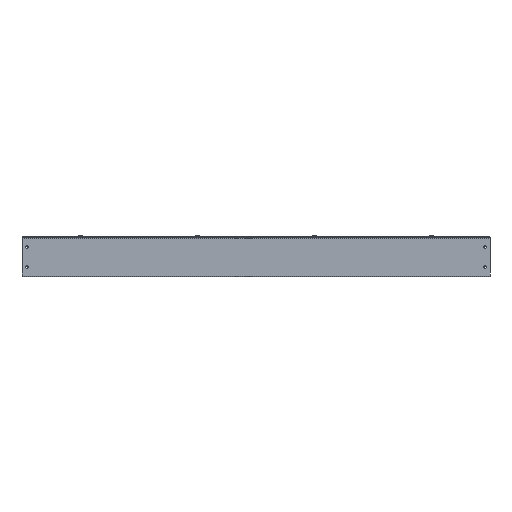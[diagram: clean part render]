
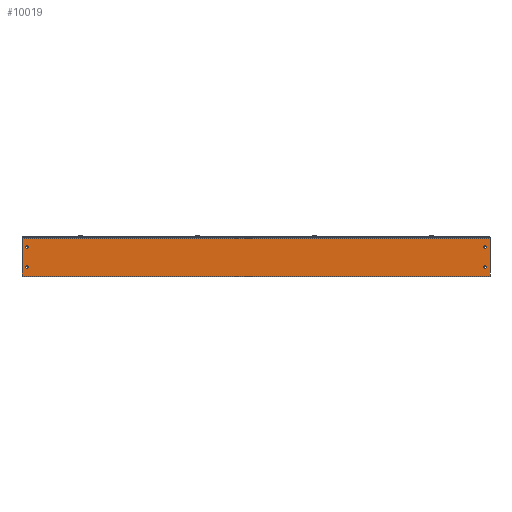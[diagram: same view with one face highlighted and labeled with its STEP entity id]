
A CAD part, left-side view. The second image highlights one B-rep face of the part: STEP entity #10019.
In plain terms, the highlighted planar face has unit normal (-1, 0, 0).
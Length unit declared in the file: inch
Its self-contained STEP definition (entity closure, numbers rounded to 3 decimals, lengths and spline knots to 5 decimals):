
#225 = VERTEX_POINT ( 'NONE', #8399 ) ;
#374 = DIRECTION ( 'NONE',  ( 0., 0., 1. ) ) ;
#485 = EDGE_CURVE ( 'NONE', #7663, #3440, #3304, .T. ) ;
#1073 = DIRECTION ( 'NONE',  ( 1., 0., 0. ) ) ;
#1278 = EDGE_LOOP ( 'NONE', ( #10298, #7000 ) ) ;
#1290 = CARTESIAN_POINT ( 'NONE',  ( -2.057, -23.5, 2.924 ) ) ;
#1408 = DIRECTION ( 'NONE',  ( 0., 0., 1. ) ) ;
#1494 = DIRECTION ( 'NONE',  ( 0., 0., 1. ) ) ;
#1519 = DIRECTION ( 'NONE',  ( 1., 0., 0. ) ) ;
#1568 = DIRECTION ( 'NONE',  ( 0., 0., 1. ) ) ;
#1852 = DIRECTION ( 'NONE',  ( 0., 1., 0. ) ) ;
#2001 = CIRCLE ( 'NONE', #2726, 0.133 ) ;
#2029 = CARTESIAN_POINT ( 'NONE',  ( -2.057, 23.5, 0.867 ) ) ;
#2116 = CIRCLE ( 'NONE', #5296, 0.133 ) ;
#2219 = EDGE_CURVE ( 'NONE', #10808, #8228, #10079, .T. ) ;
#2433 = LINE ( 'NONE', #10767, #7599 ) ;
#2435 = DIRECTION ( 'NONE',  ( 1., 0., 0. ) ) ;
#2577 = CIRCLE ( 'NONE', #7149, 0.133 ) ;
#2673 = FACE_BOUND ( 'NONE', #8694, .T. ) ;
#2706 = ORIENTED_EDGE ( 'NONE', *, *, #7678, .T. ) ;
#2726 = AXIS2_PLACEMENT_3D ( 'NONE', #4042, #9072, #7466 ) ;
#2830 = DIRECTION ( 'NONE',  ( 0., 0., 1. ) ) ;
#2890 = CIRCLE ( 'NONE', #6054, 0.133 ) ;
#3257 = DIRECTION ( 'NONE',  ( 0., 0., -1. ) ) ;
#3261 = DIRECTION ( 'NONE',  ( 0., 0., 1. ) ) ;
#3304 = LINE ( 'NONE', #10184, #10210 ) ;
#3323 = CARTESIAN_POINT ( 'NONE',  ( -2.057, -24., 0.086 ) ) ;
#3386 = ORIENTED_EDGE ( 'NONE', *, *, #8568, .T. ) ;
#3428 = CIRCLE ( 'NONE', #10481, 0.133 ) ;
#3440 = VERTEX_POINT ( 'NONE', #8562 ) ;
#3703 = VECTOR ( 'NONE', #3257, 39.37008 ) ;
#3814 = DIRECTION ( 'NONE',  ( 0., 0., 1. ) ) ;
#3867 = CARTESIAN_POINT ( 'NONE',  ( -2.057, 23.5, 1. ) ) ;
#3883 = CARTESIAN_POINT ( 'NONE',  ( -2.057, -23.5, 0.867 ) ) ;
#3975 = LINE ( 'NONE', #5729, #3703 ) ;
#3988 = EDGE_CURVE ( 'NONE', #6297, #8756, #9881, .T. ) ;
#4042 = CARTESIAN_POINT ( 'NONE',  ( -2.057, -23.5, 1. ) ) ;
#4061 = CARTESIAN_POINT ( 'NONE',  ( -2.057, 23.5, 1. ) ) ;
#4106 = CARTESIAN_POINT ( 'NONE',  ( -2.057, -23.5, 3.057 ) ) ;
#4327 = AXIS2_PLACEMENT_3D ( 'NONE', #4061, #5870, #1494 ) ;
#4371 = EDGE_LOOP ( 'NONE', ( #7860, #5776, #9721, #8856 ) ) ;
#4444 = AXIS2_PLACEMENT_3D ( 'NONE', #4106, #2435, #10934 ) ;
#4570 = ORIENTED_EDGE ( 'NONE', *, *, #3988, .T. ) ;
#4591 = EDGE_CURVE ( 'NONE', #3440, #6574, #2433, .T. ) ;
#4656 = DIRECTION ( 'NONE',  ( 0., 0., 1. ) ) ;
#4909 = EDGE_CURVE ( 'NONE', #5912, #6835, #2116, .T. ) ;
#5125 = EDGE_CURVE ( 'NONE', #7663, #8435, #5894, .T. ) ;
#5296 = AXIS2_PLACEMENT_3D ( 'NONE', #3867, #1073, #3814 ) ;
#5312 = DIRECTION ( 'NONE',  ( -1., 0., 0. ) ) ;
#5580 = EDGE_LOOP ( 'NONE', ( #10465, #9089 ) ) ;
#5729 = CARTESIAN_POINT ( 'NONE',  ( -2.057, 24., 0.057 ) ) ;
#5776 = ORIENTED_EDGE ( 'NONE', *, *, #5125, .F. ) ;
#5870 = DIRECTION ( 'NONE',  ( 1., 0., 0. ) ) ;
#5894 = LINE ( 'NONE', #6052, #7777 ) ;
#5912 = VERTEX_POINT ( 'NONE', #8644 ) ;
#5920 = CARTESIAN_POINT ( 'NONE',  ( -2.057, 23.5, 3.19 ) ) ;
#6052 = CARTESIAN_POINT ( 'NONE',  ( -2.057, -24., 0.086 ) ) ;
#6054 = AXIS2_PLACEMENT_3D ( 'NONE', #6404, #1519, #1408 ) ;
#6297 = VERTEX_POINT ( 'NONE', #7473 ) ;
#6363 = AXIS2_PLACEMENT_3D ( 'NONE', #7255, #6432, #374 ) ;
#6404 = CARTESIAN_POINT ( 'NONE',  ( -2.057, 23.5, 3.057 ) ) ;
#6432 = DIRECTION ( 'NONE',  ( 1., 0., 0. ) ) ;
#6494 = CARTESIAN_POINT ( 'NONE',  ( -2.057, -23.5, 3.19 ) ) ;
#6574 = VERTEX_POINT ( 'NONE', #8896 ) ;
#6817 = AXIS2_PLACEMENT_3D ( 'NONE', #7856, #5312, #2830 ) ;
#6835 = VERTEX_POINT ( 'NONE', #2029 ) ;
#7000 = ORIENTED_EDGE ( 'NONE', *, *, #2219, .T. ) ;
#7024 = FACE_BOUND ( 'NONE', #10758, .T. ) ;
#7099 = EDGE_CURVE ( 'NONE', #6574, #8435, #3975, .T. ) ;
#7135 = DIRECTION ( 'NONE',  ( 1., 0., 0. ) ) ;
#7149 = AXIS2_PLACEMENT_3D ( 'NONE', #9164, #10818, #3261 ) ;
#7202 = EDGE_CURVE ( 'NONE', #9991, #225, #2890, .T. ) ;
#7255 = CARTESIAN_POINT ( 'NONE',  ( -2.057, -23.5, 1. ) ) ;
#7466 = DIRECTION ( 'NONE',  ( 0., 0., 1. ) ) ;
#7473 = CARTESIAN_POINT ( 'NONE',  ( -2.057, -23.5, 1.133 ) ) ;
#7599 = VECTOR ( 'NONE', #9073, 39.37008 ) ;
#7663 = VERTEX_POINT ( 'NONE', #3323 ) ;
#7678 = EDGE_CURVE ( 'NONE', #8756, #6297, #2001, .T. ) ;
#7697 = FACE_BOUND ( 'NONE', #1278, .T. ) ;
#7777 = VECTOR ( 'NONE', #1852, 39.37008 ) ;
#7816 = CARTESIAN_POINT ( 'NONE',  ( -2.057, 24., 0.086 ) ) ;
#7856 = CARTESIAN_POINT ( 'NONE',  ( -2.057, 24., 0.047 ) ) ;
#7860 = ORIENTED_EDGE ( 'NONE', *, *, #7099, .T. ) ;
#7971 = EDGE_CURVE ( 'NONE', #8228, #10808, #3428, .T. ) ;
#8023 = CARTESIAN_POINT ( 'NONE',  ( -2.057, -23.5, 3.057 ) ) ;
#8228 = VERTEX_POINT ( 'NONE', #6494 ) ;
#8399 = CARTESIAN_POINT ( 'NONE',  ( -2.057, 23.5, 2.924 ) ) ;
#8435 = VERTEX_POINT ( 'NONE', #7816 ) ;
#8562 = CARTESIAN_POINT ( 'NONE',  ( -2.057, -24., 3.971 ) ) ;
#8568 = EDGE_CURVE ( 'NONE', #6835, #5912, #9436, .T. ) ;
#8644 = CARTESIAN_POINT ( 'NONE',  ( -2.057, 23.5, 1.133 ) ) ;
#8685 = FACE_BOUND ( 'NONE', #5580, .T. ) ;
#8694 = EDGE_LOOP ( 'NONE', ( #10229, #3386 ) ) ;
#8756 = VERTEX_POINT ( 'NONE', #3883 ) ;
#8856 = ORIENTED_EDGE ( 'NONE', *, *, #4591, .T. ) ;
#8896 = CARTESIAN_POINT ( 'NONE',  ( -2.057, 24., 3.971 ) ) ;
#9072 = DIRECTION ( 'NONE',  ( 1., 0., 0. ) ) ;
#9073 = DIRECTION ( 'NONE',  ( 0., 1., 0. ) ) ;
#9089 = ORIENTED_EDGE ( 'NONE', *, *, #9251, .T. ) ;
#9164 = CARTESIAN_POINT ( 'NONE',  ( -2.057, 23.5, 3.057 ) ) ;
#9251 = EDGE_CURVE ( 'NONE', #225, #9991, #2577, .T. ) ;
#9436 = CIRCLE ( 'NONE', #4327, 0.133 ) ;
#9721 = ORIENTED_EDGE ( 'NONE', *, *, #485, .T. ) ;
#9881 = CIRCLE ( 'NONE', #6363, 0.133 ) ;
#9991 = VERTEX_POINT ( 'NONE', #5920 ) ;
#10019 = ADVANCED_FACE ( 'NONE', ( #10222, #7024, #7697, #2673, #8685 ), #10387, .T. ) ;
#10079 = CIRCLE ( 'NONE', #4444, 0.133 ) ;
#10184 = CARTESIAN_POINT ( 'NONE',  ( -2.057, -24., 0.057 ) ) ;
#10210 = VECTOR ( 'NONE', #1568, 39.37008 ) ;
#10222 = FACE_OUTER_BOUND ( 'NONE', #4371, .T. ) ;
#10229 = ORIENTED_EDGE ( 'NONE', *, *, #4909, .T. ) ;
#10298 = ORIENTED_EDGE ( 'NONE', *, *, #7971, .T. ) ;
#10387 = PLANE ( 'NONE',  #6817 ) ;
#10465 = ORIENTED_EDGE ( 'NONE', *, *, #7202, .T. ) ;
#10481 = AXIS2_PLACEMENT_3D ( 'NONE', #8023, #7135, #4656 ) ;
#10758 = EDGE_LOOP ( 'NONE', ( #4570, #2706 ) ) ;
#10767 = CARTESIAN_POINT ( 'NONE',  ( -2.057, 24., 3.971 ) ) ;
#10808 = VERTEX_POINT ( 'NONE', #1290 ) ;
#10818 = DIRECTION ( 'NONE',  ( 1., 0., 0. ) ) ;
#10934 = DIRECTION ( 'NONE',  ( 0., 0., 1. ) ) ;
